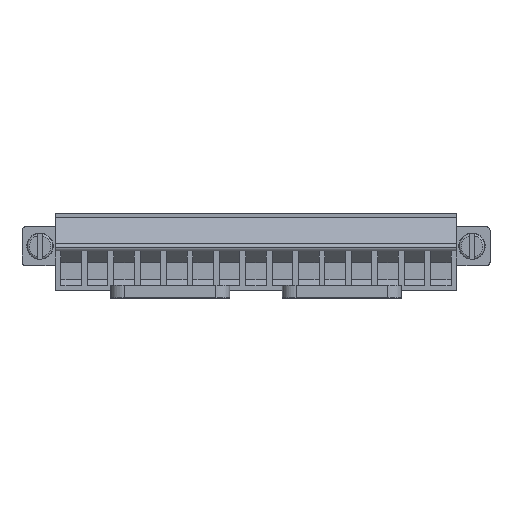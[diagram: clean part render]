
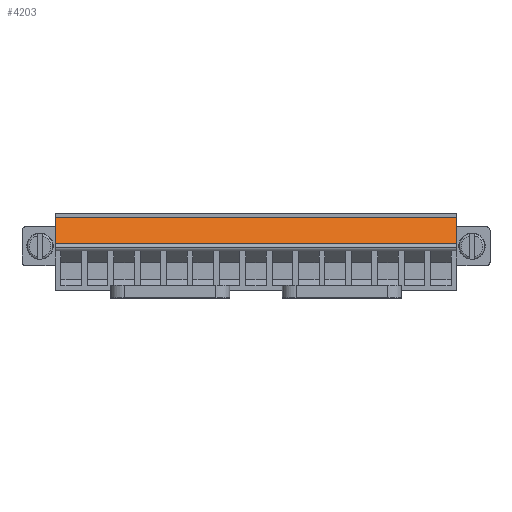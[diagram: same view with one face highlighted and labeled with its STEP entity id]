
A CAD part, top view. The second image highlights one B-rep face of the part: STEP entity #4203.
In plain terms, the highlighted planar face has unit normal (0, 0.359, 0.933).
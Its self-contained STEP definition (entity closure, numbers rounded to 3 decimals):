
#4190=AXIS2_PLACEMENT_3D('Plane Axis2P3D',#4187,#4188,#4189) ;
#3998=CARTESIAN_POINT('Vertex',(4.8,7.83,14.85)) ;
#4001=CARTESIAN_POINT('Line Origine',(4.8,9.715,14.125)) ;
#4005=CARTESIAN_POINT('Vertex',(4.8,11.6,13.4)) ;
#4092=CARTESIAN_POINT('Vertex',(62.74,11.6,13.4)) ;
#4095=CARTESIAN_POINT('Line Origine',(62.74,9.715,14.125)) ;
#4099=CARTESIAN_POINT('Vertex',(62.74,7.83,14.85)) ;
#4175=CARTESIAN_POINT('Line Origine',(33.77,11.6,13.4)) ;
#4187=CARTESIAN_POINT('Axis2P3D Location',(4.8,7.83,14.85)) ;
#4192=CARTESIAN_POINT('Line Origine',(33.77,7.83,14.85)) ;
#4002=DIRECTION('Vector Direction',(0.,0.933,-0.359)) ;
#4096=DIRECTION('Vector Direction',(0.,0.933,-0.359)) ;
#4176=DIRECTION('Vector Direction',(1.,0.,0.)) ;
#4188=DIRECTION('Axis2P3D Direction',(0.,-0.359,-0.933)) ;
#4189=DIRECTION('Axis2P3D XDirection',(0.,0.933,-0.359)) ;
#4193=DIRECTION('Vector Direction',(1.,0.,0.)) ;
#4003=VECTOR('Line Direction',#4002,1.) ;
#4097=VECTOR('Line Direction',#4096,1.) ;
#4177=VECTOR('Line Direction',#4176,1.) ;
#4194=VECTOR('Line Direction',#4193,1.) ;
#4198=ORIENTED_EDGE('',*,*,#4101,.T.) ;
#4199=ORIENTED_EDGE('',*,*,#4179,.F.) ;
#4200=ORIENTED_EDGE('',*,*,#4007,.T.) ;
#4201=ORIENTED_EDGE('',*,*,#4196,.T.) ;
#4203=ADVANCED_FACE('HOUSING',(#4202),#4191,.F.) ;
#4007=EDGE_CURVE('',#4006,#3999,#4004,.F.) ;
#4101=EDGE_CURVE('',#4100,#4093,#4098,.T.) ;
#4179=EDGE_CURVE('',#4006,#4093,#4178,.T.) ;
#4196=EDGE_CURVE('',#3999,#4100,#4195,.T.) ;
#4197=EDGE_LOOP('',(#4198,#4199,#4200,#4201)) ;
#4202=FACE_OUTER_BOUND('',#4197,.T.) ;
#4004=LINE('Line',#4001,#4003) ;
#4098=LINE('Line',#4095,#4097) ;
#4178=LINE('Line',#4175,#4177) ;
#4195=LINE('Line',#4192,#4194) ;
#4191=PLANE('',#4190) ;
#3999=VERTEX_POINT('',#3998) ;
#4006=VERTEX_POINT('',#4005) ;
#4093=VERTEX_POINT('',#4092) ;
#4100=VERTEX_POINT('',#4099) ;
